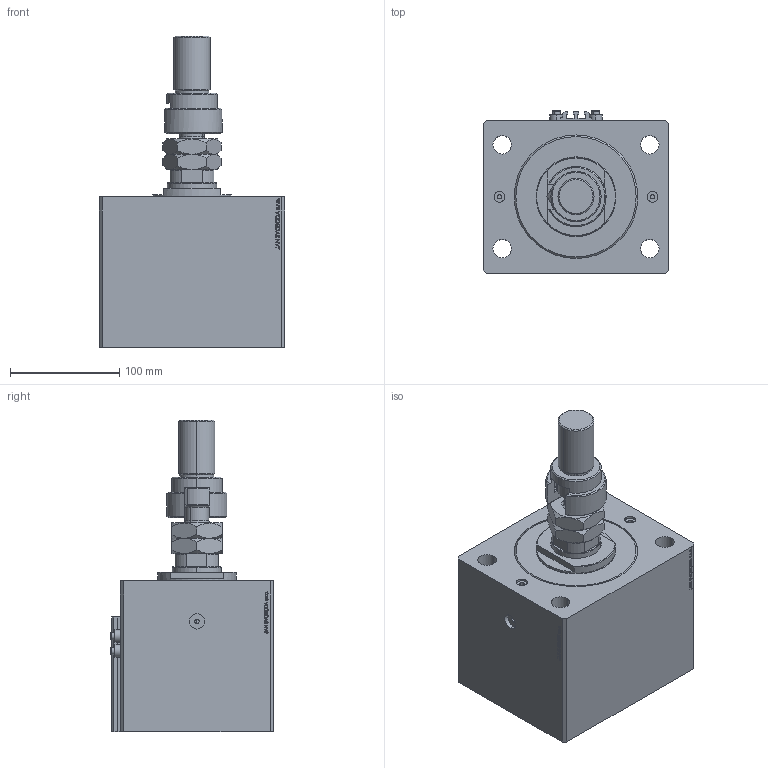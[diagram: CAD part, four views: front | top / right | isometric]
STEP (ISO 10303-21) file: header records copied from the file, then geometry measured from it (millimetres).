
FILE_DESCRIPTION (( 'STEP AP203' ), '1' );
FILE_NAME ('bc74.STEP', '2023-10-07T13:25:31', ( '' ), ( '' ), 'SwSTEP 2.0', 'SolidWorks 2019', '' );
FILE_SCHEMA (( 'CONFIG_CONTROL_DESIGN' ));
Length unit declared in the file: millimetre
Products named in the file (8): FEMALE_PART_FOR_DFA 3983cddda05bc72b4d23ebb06b1c8c75; DFA 3983cddda05bc72b4d23ebb06b1c8c75; MFA 3983cddda05bc72b4d23ebb06b1c8c75; ALLEN BOLT V250CE 3983cddda05bc72b4d23ebb06b1c8c75; V250CE_C_Body 3983cddda05bc72b4d23ebb06b1c8c75; bc74; V250CE_C_VCP 3983cddda05bc72b4d23ebb06b1c8c75; V250CE_VC_C 3983cddda05bc72b4d23ebb06b1c8c75
Assembly tree (10 placements, depth 3):
  bc74
    V250CE_C_Body 3983cddda05bc72b4d23ebb06b1c8c75
    ALLEN BOLT V250CE 3983cddda05bc72b4d23ebb06b1c8c75  x4
    V250CE_C_VCP 3983cddda05bc72b4d23ebb06b1c8c75
    V250CE_VC_C 3983cddda05bc72b4d23ebb06b1c8c75
    DFA 3983cddda05bc72b4d23ebb06b1c8c75
      FEMALE_PART_FOR_DFA 3983cddda05bc72b4d23ebb06b1c8c75
      MFA 3983cddda05bc72b4d23ebb06b1c8c75
Bounding box: 170 x 149 x 285 mm (x, y, z)
Volume: 3164611.1 mm3; surface area: 322903.8 mm2
Topology: 10 solids, 10 shells, 1119 faces, 2782 edges, 1805 vertices
Faces by surface type: plane 532, bspline 374, cylinder 99, cone 96, torus 18
Entity records: 50145 total; most frequent: CARTESIAN_POINT 26689, ORIENTED_EDGE 5254, DIRECTION 3411, EDGE_CURVE 2627, VERTEX_POINT 1721, VECTOR 1545, LINE 1545, EDGE_LOOP 1170
